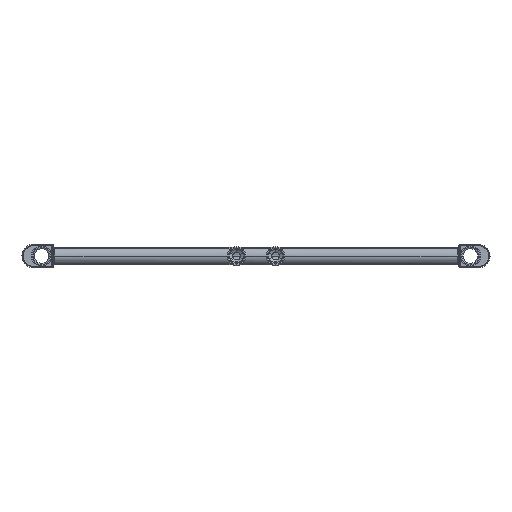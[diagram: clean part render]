
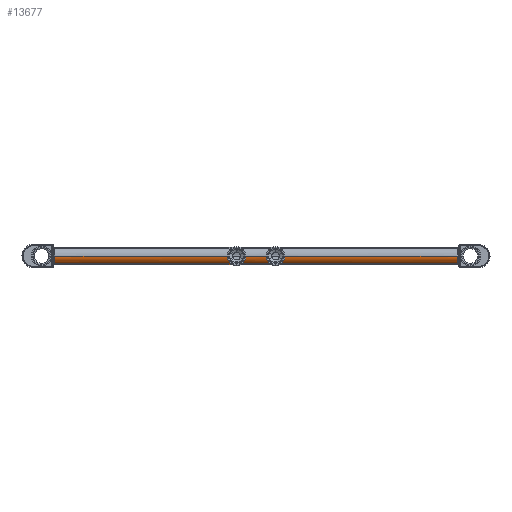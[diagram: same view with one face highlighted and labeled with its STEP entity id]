
A CAD part, front view. The second image highlights one B-rep face of the part: STEP entity #13677.
In plain terms, the highlighted cylindrical face has radius 11 mm (diameter 22 mm), a partial arc.
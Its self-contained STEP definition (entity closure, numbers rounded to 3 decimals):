
#12930=CARTESIAN_POINT('',(-32.5,11.,0.));
#12931=CARTESIAN_POINT('',(-32.5,11.,-0.285));
#12932=CARTESIAN_POINT('',(-32.468,10.978,
-0.855));
#12933=CARTESIAN_POINT('',(-32.319,10.877,
-1.714));
#12934=CARTESIAN_POINT('',(-32.068,10.709,
-2.562));
#12935=CARTESIAN_POINT('',(-31.705,10.473,
-3.402));
#12936=CARTESIAN_POINT('',(-31.228,10.172,
-4.216));
#12937=CARTESIAN_POINT('',(-30.627,9.814,
-4.992));
#12938=CARTESIAN_POINT('',(-29.916,9.422,
-5.694));
#12939=CARTESIAN_POINT('',(-29.108,9.025,
-6.301));
#12940=CARTESIAN_POINT('',(-28.269,8.674,
-6.771));
#12941=CARTESIAN_POINT('',(-27.426,8.392,
-7.115));
#12942=CARTESIAN_POINT('',(-26.603,8.192,
-7.342));
#12943=CARTESIAN_POINT('',(-25.794,8.073,
-7.472));
#12944=CARTESIAN_POINT('',(-25.001,8.034,
-7.514));
#12945=CARTESIAN_POINT('',(-24.207,8.073,
-7.472));
#12946=CARTESIAN_POINT('',(-23.397,8.192,
-7.342));
#12947=CARTESIAN_POINT('',(-22.574,8.392,
-7.115));
#12948=CARTESIAN_POINT('',(-21.731,8.674,
-6.772));
#12949=CARTESIAN_POINT('',(-20.893,9.024,
-6.301));
#12950=CARTESIAN_POINT('',(-20.085,9.421,
-5.695));
#12951=CARTESIAN_POINT('',(-19.375,9.813,
-4.993));
#12952=CARTESIAN_POINT('',(-18.773,10.172,
-4.217));
#12953=CARTESIAN_POINT('',(-18.295,10.472,
-3.403));
#12954=CARTESIAN_POINT('',(-17.932,10.709,
-2.562));
#12955=CARTESIAN_POINT('',(-17.681,10.877,
-1.715));
#12956=CARTESIAN_POINT('',(-17.532,10.978,
-0.856));
#12957=CARTESIAN_POINT('',(-17.5,11.,-0.285));
#12958=CARTESIAN_POINT('',(-17.5,11.,0.));
#12960=CARTESIAN_POINT('',(-257.992,0.,0.));
#12961=DIRECTION('',(-1.,0.,0.));
#12962=DIRECTION('',(0.,1.,0.));
#12963=AXIS2_PLACEMENT_3D('',#12960,#12961,#12962);
#12965=CARTESIAN_POINT('',(257.992,0.,0.));
#12966=DIRECTION('',(-1.,0.,0.));
#12967=DIRECTION('',(0.,1.,0.));
#12968=AXIS2_PLACEMENT_3D('',#12965,#12966,#12967);
#12970=CARTESIAN_POINT('',(17.5,11.,0.));
#12971=CARTESIAN_POINT('',(17.5,11.,-0.285));
#12972=CARTESIAN_POINT('',(17.532,10.978,
-0.855));
#12973=CARTESIAN_POINT('',(17.681,10.877,
-1.714));
#12974=CARTESIAN_POINT('',(17.932,10.709,
-2.562));
#12975=CARTESIAN_POINT('',(18.295,10.473,
-3.402));
#12976=CARTESIAN_POINT('',(18.772,10.172,
-4.216));
#12977=CARTESIAN_POINT('',(19.373,9.814,
-4.992));
#12978=CARTESIAN_POINT('',(20.084,9.422,
-5.694));
#12979=CARTESIAN_POINT('',(20.892,9.025,
-6.301));
#12980=CARTESIAN_POINT('',(21.731,8.674,
-6.771));
#12981=CARTESIAN_POINT('',(22.574,8.392,
-7.115));
#12982=CARTESIAN_POINT('',(23.397,8.192,
-7.342));
#12983=CARTESIAN_POINT('',(24.206,8.073,
-7.472));
#12984=CARTESIAN_POINT('',(24.999,8.034,
-7.514));
#12985=CARTESIAN_POINT('',(25.793,8.073,
-7.472));
#12986=CARTESIAN_POINT('',(26.603,8.192,
-7.342));
#12987=CARTESIAN_POINT('',(27.426,8.392,
-7.115));
#12988=CARTESIAN_POINT('',(28.269,8.674,
-6.772));
#12989=CARTESIAN_POINT('',(29.107,9.024,
-6.301));
#12990=CARTESIAN_POINT('',(29.915,9.421,
-5.695));
#12991=CARTESIAN_POINT('',(30.625,9.813,
-4.993));
#12992=CARTESIAN_POINT('',(31.227,10.172,
-4.217));
#12993=CARTESIAN_POINT('',(31.705,10.472,
-3.403));
#12994=CARTESIAN_POINT('',(32.068,10.709,
-2.562));
#12995=CARTESIAN_POINT('',(32.319,10.877,
-1.715));
#12996=CARTESIAN_POINT('',(32.468,10.978,
-0.856));
#12997=CARTESIAN_POINT('',(32.5,11.,-0.285));
#12998=CARTESIAN_POINT('',(32.5,11.,0.));
#13038=DIRECTION('',(1.,0.,0.));
#13039=VECTOR('',#13038,35.);
#13040=CARTESIAN_POINT('',(-17.5,11.,0.));
#13041=LINE('',#13040,#13039);
#13072=DIRECTION('',(1.,0.,0.));
#13073=VECTOR('',#13072,225.492);
#13074=CARTESIAN_POINT('',(32.5,11.,0.));
#13075=LINE('',#13074,#13073);
#13081=DIRECTION('',(-1.,0.,0.));
#13082=VECTOR('',#13081,515.983);
#13083=CARTESIAN_POINT('',(257.992,-11.,0.));
#13084=LINE('',#13083,#13082);
#13090=DIRECTION('',(1.,0.,0.));
#13091=VECTOR('',#13090,225.492);
#13092=CARTESIAN_POINT('',(-257.992,11.,0.));
#13093=LINE('',#13092,#13091);
#13574=CARTESIAN_POINT('',(257.992,11.,0.));
#13575=VERTEX_POINT('',#13574);
#13584=CARTESIAN_POINT('',(257.992,-11.,0.));
#13585=VERTEX_POINT('',#13584);
#13594=CARTESIAN_POINT('',(-257.992,11.,0.));
#13595=VERTEX_POINT('',#13594);
#13604=CARTESIAN_POINT('',(-257.992,-11.,0.));
#13605=VERTEX_POINT('',#13604);
#13646=VERTEX_POINT('',#12930);
#13647=VERTEX_POINT('',#12958);
#13648=VERTEX_POINT('',#12970);
#13649=VERTEX_POINT('',#12998);
#13654=CARTESIAN_POINT('',(275.625,0.,0.));
#13655=DIRECTION('',(-1.,0.,0.));
#13656=DIRECTION('',(0.,1.,0.));
#13657=AXIS2_PLACEMENT_3D('',#13654,#13655,#13656);
#13658=CYLINDRICAL_SURFACE('',#13657,11.);
#13660=ORIENTED_EDGE('',*,*,#13659,.F.);
#13662=ORIENTED_EDGE('',*,*,#13661,.F.);
#13664=ORIENTED_EDGE('',*,*,#13663,.T.);
#13666=ORIENTED_EDGE('',*,*,#13665,.F.);
#13668=ORIENTED_EDGE('',*,*,#13667,.F.);
#13670=ORIENTED_EDGE('',*,*,#13669,.F.);
#13672=ORIENTED_EDGE('',*,*,#13671,.F.);
#13674=ORIENTED_EDGE('',*,*,#13673,.F.);
#13675=EDGE_LOOP('',(#13660,#13662,#13664,#13666,#13668,#13670,#13672,#13674));
#13676=FACE_OUTER_BOUND('',#13675,.F.);
#12959=B_SPLINE_CURVE_WITH_KNOTS('',3,(#12930,#12931,#12932,#12933,#12934,
#12935,#12936,#12937,#12938,#12939,#12940,#12941,#12942,#12943,#12944,#12945,
#12946,#12947,#12948,#12949,#12950,#12951,#12952,#12953,#12954,#12955,#12956,
#12957,#12958),.UNSPECIFIED.,.F.,.F.,(4,1,1,1,1,1,1,1,1,1,1,1,1,1,1,1,1,1,1,1,1,
1,1,1,1,1,4),(0.,0.038,0.077,0.115,
0.154,0.192,0.231,0.269,
0.308,0.346,0.385,0.423,
0.462,0.5,0.538,0.577,0.615,
0.654,0.692,0.731,0.769,
0.808,0.846,0.885,0.923,
0.962,1.),.UNSPECIFIED.);
#12964=CIRCLE('',#12963,11.);
#12969=CIRCLE('',#12968,11.);
#12999=B_SPLINE_CURVE_WITH_KNOTS('',3,(#12970,#12971,#12972,#12973,#12974,
#12975,#12976,#12977,#12978,#12979,#12980,#12981,#12982,#12983,#12984,#12985,
#12986,#12987,#12988,#12989,#12990,#12991,#12992,#12993,#12994,#12995,#12996,
#12997,#12998),.UNSPECIFIED.,.F.,.F.,(4,1,1,1,1,1,1,1,1,1,1,1,1,1,1,1,1,1,1,1,1,
1,1,1,1,1,4),(0.,0.038,0.077,0.115,
0.154,0.192,0.231,0.269,
0.308,0.346,0.385,0.423,
0.462,0.5,0.538,0.577,0.615,
0.654,0.692,0.731,0.769,
0.808,0.846,0.885,0.923,
0.962,1.),.UNSPECIFIED.);
#13659=EDGE_CURVE('',#13646,#13647,#12959,.T.);
#13661=EDGE_CURVE('',#13595,#13646,#13093,.T.);
#13663=EDGE_CURVE('',#13595,#13605,#12964,.T.);
#13665=EDGE_CURVE('',#13585,#13605,#13084,.T.);
#13667=EDGE_CURVE('',#13575,#13585,#12969,.T.);
#13669=EDGE_CURVE('',#13649,#13575,#13075,.T.);
#13671=EDGE_CURVE('',#13648,#13649,#12999,.T.);
#13673=EDGE_CURVE('',#13647,#13648,#13041,.T.);
#13677=ADVANCED_FACE('',(#13676),#13658,.T.);
